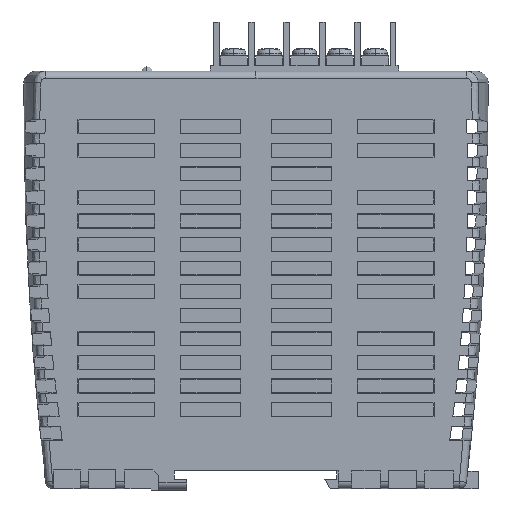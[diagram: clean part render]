
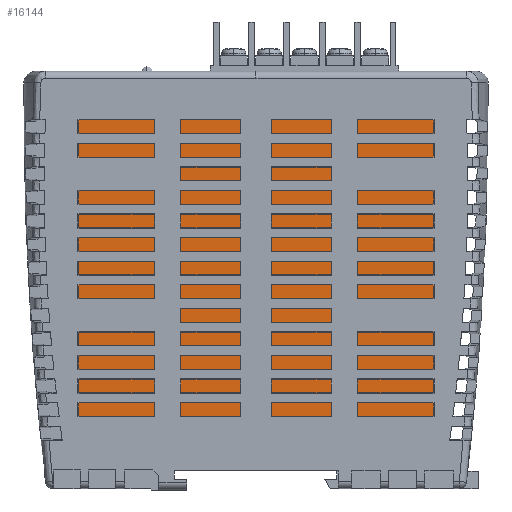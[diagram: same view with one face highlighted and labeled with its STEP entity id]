
A CAD part, left-side view. The second image highlights one B-rep face of the part: STEP entity #16144.
In plain terms, the highlighted planar face has unit normal (-1, 0, 0).
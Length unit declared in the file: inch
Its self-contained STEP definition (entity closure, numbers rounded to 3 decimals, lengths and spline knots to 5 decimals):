
#6987 = EDGE_CURVE ( 'NONE', #25148, #7088, #28557, .T. ) ;
#7088 = VERTEX_POINT ( 'NONE', #28798 ) ;
#10303 = VECTOR ( 'NONE', #10315, 39.37008 ) ;
#10304 = LINE ( 'NONE', #10310, #10303 ) ;
#10310 = CARTESIAN_POINT ( 'NONE',  ( -0.26, 1.59708, -3.11888 ) ) ;
#10315 = DIRECTION ( 'NONE',  ( 0., 1., 0. ) ) ;
#10323 = CARTESIAN_POINT ( 'NONE',  ( -0.26, -1.59708, -3.11888 ) ) ;
#10332 = CARTESIAN_POINT ( 'NONE',  ( -0.26, 1.59708, -3.11888 ) ) ;
#16136 = EDGE_LOOP ( 'NONE', ( #16143, #16190, #16192, #16138 ) ) ;
#16138 = ORIENTED_EDGE ( 'NONE', *, *, #6987, .F. ) ;
#16141 = EDGE_CURVE ( 'NONE', #7088, #16154, #38509, .T. ) ;
#16143 = ORIENTED_EDGE ( 'NONE', *, *, #25123, .F. ) ;
#16144 = ADVANCED_FACE ( 'NONE', ( #38510 ), #38520, .F. ) ;
#16154 = VERTEX_POINT ( 'NONE', #38571 ) ;
#16160 = EDGE_CURVE ( 'NONE', #16154, #25121, #38515, .T. ) ;
#16190 = ORIENTED_EDGE ( 'NONE', *, *, #16160, .F. ) ;
#16192 = ORIENTED_EDGE ( 'NONE', *, *, #16141, .F. ) ;
#25121 = VERTEX_POINT ( 'NONE', #10323 ) ;
#25123 = EDGE_CURVE ( 'NONE', #25121, #25148, #10304, .T. ) ;
#25148 = VERTEX_POINT ( 'NONE', #10332 ) ;
#28555 = DIRECTION ( 'NONE',  ( 0., 0., 1. ) ) ;
#28556 = VECTOR ( 'NONE', #28555, 39.37008 ) ;
#28557 = LINE ( 'NONE', #28559, #28556 ) ;
#28559 = CARTESIAN_POINT ( 'NONE',  ( -0.26, 1.59708, -0.23811 ) ) ;
#28798 = CARTESIAN_POINT ( 'NONE',  ( -0.26, 1.59708, -0.23811 ) ) ;
#38503 = AXIS2_PLACEMENT_3D ( 'NONE', #38516, #38573, #38572 ) ;
#38506 = DIRECTION ( 'NONE',  ( 0., -1., 0. ) ) ;
#38507 = VECTOR ( 'NONE', #38506, 39.37008 ) ;
#38508 = CARTESIAN_POINT ( 'NONE',  ( -0.26, 1.59708, -0.23811 ) ) ;
#38509 = LINE ( 'NONE', #38508, #38507 ) ;
#38510 = FACE_OUTER_BOUND ( 'NONE', #16136, .T. ) ;
#38515 = LINE ( 'NONE', #38555, #38554 ) ;
#38516 = CARTESIAN_POINT ( 'NONE',  ( -0.26, -1.59708, -3.11888 ) ) ;
#38520 = PLANE ( 'NONE',  #38503 ) ;
#38553 = DIRECTION ( 'NONE',  ( 0., 0., -1. ) ) ;
#38554 = VECTOR ( 'NONE', #38553, 39.37008 ) ;
#38555 = CARTESIAN_POINT ( 'NONE',  ( -0.26, -1.59708, -0.23811 ) ) ;
#38571 = CARTESIAN_POINT ( 'NONE',  ( -0.26, -1.59708, -0.23811 ) ) ;
#38572 = DIRECTION ( 'NONE',  ( 0., 0., -1. ) ) ;
#38573 = DIRECTION ( 'NONE',  ( 1., 0., 0. ) ) ;
